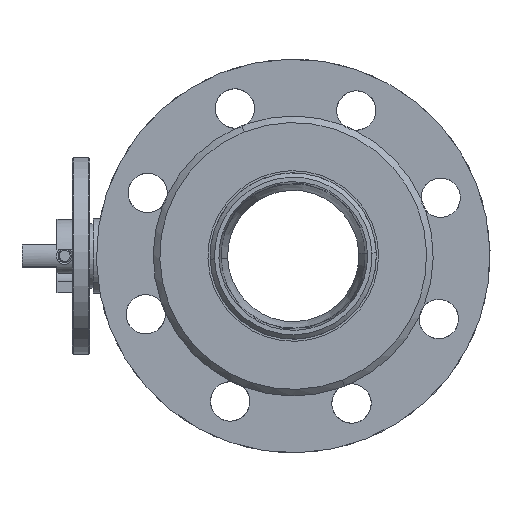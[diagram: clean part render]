
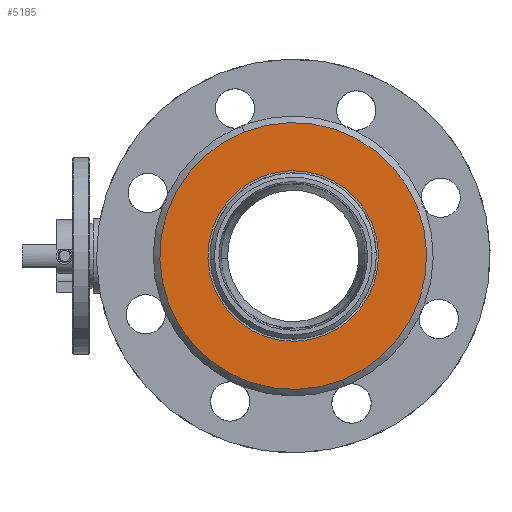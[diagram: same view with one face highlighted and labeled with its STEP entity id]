
A CAD part, left-side view. The second image highlights one B-rep face of the part: STEP entity #5185.
In plain terms, the highlighted face is planar.
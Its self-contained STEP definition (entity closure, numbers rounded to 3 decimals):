
#268 = DIRECTION ( 'NONE',  ( 1., 0., 0. ) ) ;
#291 = FACE_OUTER_BOUND ( 'NONE', #5615, .T. ) ;
#471 = VERTEX_POINT ( 'NONE', #5140 ) ;
#632 = ORIENTED_EDGE ( 'NONE', *, *, #1582, .T. ) ;
#866 = VERTEX_POINT ( 'NONE', #3679 ) ;
#1093 = PLANE ( 'NONE',  #4446 ) ;
#1118 = CIRCLE ( 'NONE', #6175, 61. ) ;
#1582 = EDGE_CURVE ( 'NONE', #4675, #866, #5682, .T. ) ;
#2533 = CARTESIAN_POINT ( 'NONE',  ( 0., 0., 24. ) ) ;
#2840 = AXIS2_PLACEMENT_3D ( 'NONE', #4425, #6572, #268 ) ;
#2927 = AXIS2_PLACEMENT_3D ( 'NONE', #5853, #7169, #5098 ) ;
#3157 = DIRECTION ( 'NONE',  ( 1., 0., 0. ) ) ;
#3679 = CARTESIAN_POINT ( 'NONE',  ( -61., 0., 24. ) ) ;
#3984 = ORIENTED_EDGE ( 'NONE', *, *, #6183, .T. ) ;
#4208 = EDGE_CURVE ( 'NONE', #866, #4675, #1118, .T. ) ;
#4425 = CARTESIAN_POINT ( 'NONE',  ( 0., 0., 24. ) ) ;
#4446 = AXIS2_PLACEMENT_3D ( 'NONE', #2533, #6646, #8163 ) ;
#4491 = FACE_BOUND ( 'NONE', #7487, .T. ) ;
#4575 = CIRCLE ( 'NONE', #2927, 39. ) ;
#4675 = VERTEX_POINT ( 'NONE', #5953 ) ;
#4984 = CARTESIAN_POINT ( 'NONE',  ( 0., 0., 24. ) ) ;
#5033 = DIRECTION ( 'NONE',  ( 0., 0., -1. ) ) ;
#5098 = DIRECTION ( 'NONE',  ( 1., 0., 0. ) ) ;
#5140 = CARTESIAN_POINT ( 'NONE',  ( -39., 0., 24. ) ) ;
#5185 = ADVANCED_FACE ( 'NONE', ( #291, #4491 ), #1093, .T. ) ;
#5222 = CIRCLE ( 'NONE', #8678, 39. ) ;
#5615 = EDGE_LOOP ( 'NONE', ( #7055, #632 ) ) ;
#5682 = CIRCLE ( 'NONE', #2840, 61. ) ;
#5853 = CARTESIAN_POINT ( 'NONE',  ( 0., 0., 24. ) ) ;
#5953 = CARTESIAN_POINT ( 'NONE',  ( 61., 0., 24. ) ) ;
#6175 = AXIS2_PLACEMENT_3D ( 'NONE', #6664, #8232, #3157 ) ;
#6183 = EDGE_CURVE ( 'NONE', #7312, #471, #5222, .T. ) ;
#6572 = DIRECTION ( 'NONE',  ( 0., 0., 1. ) ) ;
#6646 = DIRECTION ( 'NONE',  ( 0., 0., 1. ) ) ;
#6664 = CARTESIAN_POINT ( 'NONE',  ( 0., 0., 24. ) ) ;
#7055 = ORIENTED_EDGE ( 'NONE', *, *, #4208, .T. ) ;
#7056 = DIRECTION ( 'NONE',  ( 1., 0., 0. ) ) ;
#7169 = DIRECTION ( 'NONE',  ( 0., 0., -1. ) ) ;
#7312 = VERTEX_POINT ( 'NONE', #8885 ) ;
#7487 = EDGE_LOOP ( 'NONE', ( #3984, #7685 ) ) ;
#7685 = ORIENTED_EDGE ( 'NONE', *, *, #8992, .T. ) ;
#8163 = DIRECTION ( 'NONE',  ( 1., 0., 0. ) ) ;
#8232 = DIRECTION ( 'NONE',  ( 0., 0., 1. ) ) ;
#8678 = AXIS2_PLACEMENT_3D ( 'NONE', #4984, #5033, #7056 ) ;
#8885 = CARTESIAN_POINT ( 'NONE',  ( 39., 0., 24. ) ) ;
#8992 = EDGE_CURVE ( 'NONE', #471, #7312, #4575, .T. ) ;
